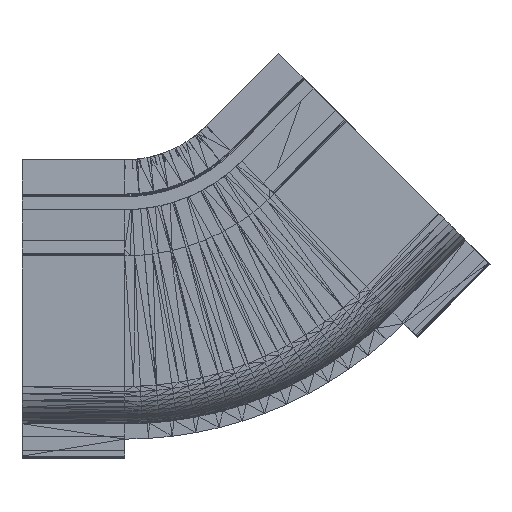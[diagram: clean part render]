
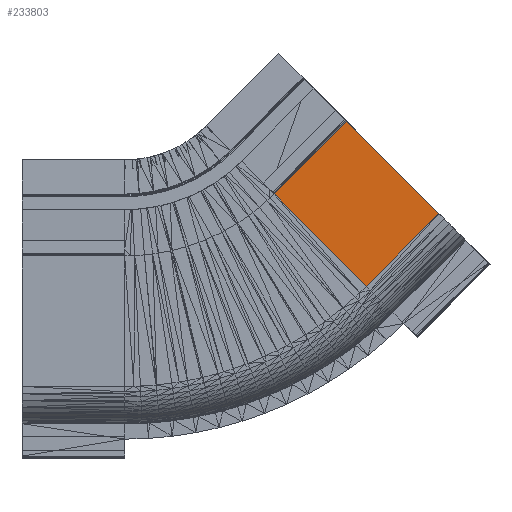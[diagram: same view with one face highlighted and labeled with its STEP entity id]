
A CAD part, left-side view. The second image highlights one B-rep face of the part: STEP entity #233803.
In plain terms, the highlighted planar face has unit normal (-1, -0.021, -0.021).
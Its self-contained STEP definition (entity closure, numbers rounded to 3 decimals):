
#2140 = VERTEX_POINT('',#2141);
#2141 = CARTESIAN_POINT('',(4083.019,-6649.164,
    45.395));
#2181 = PLANE('',#2182);
#2182 = AXIS2_PLACEMENT_3D('',#2183,#2184,#2185);
#2183 = CARTESIAN_POINT('',(4076.44,-6663.306,
    59.537));
#2184 = DIRECTION('',(-0.,-0.707,-0.707));
#2185 = DIRECTION('',(0.,0.707,-0.707));
#144269 = PLANE('',#144270);
#144270 = AXIS2_PLACEMENT_3D('',#144271,#144272,#144273);
#144271 = CARTESIAN_POINT('',(4083.8,-6667.088,
    26.144));
#144272 = DIRECTION('',(-1.,-0.02,
    -0.021));
#144273 = DIRECTION('',(0.021,0.,-1.));
#144289 = VERTEX_POINT('',#144290);
#144290 = CARTESIAN_POINT('',(4084.529,-6685.133,
    9.425));
#144316 = EDGE_CURVE('',#144289,#2140,#144317,.T.);
#144317 = SURFACE_CURVE('',#144318,(#144322,#144329),.PCURVE_S1.);
#144318 = LINE('',#144319,#144320);
#144319 = CARTESIAN_POINT('',(4084.529,-6685.133,
    9.425));
#144320 = VECTOR('',#144321,1.);
#144321 = DIRECTION('',(-0.03,0.707,
    0.707));
#144322 = PCURVE('',#144269,#144323);
#144323 = DEFINITIONAL_REPRESENTATION('',(#144324),#144328);
#144324 = LINE('',#144325,#144326);
#144325 = CARTESIAN_POINT('',(16.731,18.049));
#144326 = VECTOR('',#144327,1.);
#144327 = DIRECTION('',(-0.707,-0.707));
#144328 = ( GEOMETRIC_REPRESENTATION_CONTEXT(2) 
PARAMETRIC_REPRESENTATION_CONTEXT() REPRESENTATION_CONTEXT('2D SPACE',''
  ) );
#144329 = PCURVE('',#144330,#144335);
#144330 = PLANE('',#144331);
#144331 = AXIS2_PLACEMENT_3D('',#144332,#144333,#144334);
#144332 = CARTESIAN_POINT('',(4083.774,-6681.291,
    41.553));
#144333 = DIRECTION('',(-1.,-0.021,
    -0.021));
#144334 = DIRECTION('',(0.021,-1.,0.));
#144335 = DEFINITIONAL_REPRESENTATION('',(#144336),#144340);
#144336 = LINE('',#144337,#144338);
#144337 = CARTESIAN_POINT('',(3.858,-32.134));
#144338 = VECTOR('',#144339,1.);
#144339 = DIRECTION('',(-0.707,0.707));
#144340 = ( GEOMETRIC_REPRESENTATION_CONTEXT(2) 
PARAMETRIC_REPRESENTATION_CONTEXT() REPRESENTATION_CONTEXT('2D SPACE',''
  ) );
#150208 = PLANE('',#150209);
#150209 = AXIS2_PLACEMENT_3D('',#150210,#150211,#150212);
#150210 = CARTESIAN_POINT('',(4084.582,-6699.293,
    22.827));
#150211 = DIRECTION('',(-0.995,-0.07,
    -0.07));
#150212 = DIRECTION('',(0.071,-0.998,
    0.));
#166451 = VERTEX_POINT('',#166452);
#166452 = CARTESIAN_POINT('',(4084.529,-6713.417,
    37.71));
#166478 = EDGE_CURVE('',#144289,#166451,#166479,.T.);
#166479 = SURFACE_CURVE('',#166480,(#166484,#166491),.PCURVE_S1.);
#166480 = LINE('',#166481,#166482);
#166481 = CARTESIAN_POINT('',(4084.529,-6685.133,
    9.425));
#166482 = VECTOR('',#166483,1.);
#166483 = DIRECTION('',(0.,-0.707,0.707));
#166484 = PCURVE('',#150208,#166485);
#166485 = DEFINITIONAL_REPRESENTATION('',(#166486),#166490);
#166486 = LINE('',#166487,#166488);
#166487 = CARTESIAN_POINT('',(-14.128,-13.435));
#166488 = VECTOR('',#166489,1.);
#166489 = DIRECTION('',(0.705,0.709));
#166490 = ( GEOMETRIC_REPRESENTATION_CONTEXT(2) 
PARAMETRIC_REPRESENTATION_CONTEXT() REPRESENTATION_CONTEXT('2D SPACE',''
  ) );
#166491 = PCURVE('',#144330,#166492);
#166492 = DEFINITIONAL_REPRESENTATION('',(#166493),#166497);
#166493 = LINE('',#166494,#166495);
#166494 = CARTESIAN_POINT('',(3.858,-32.134));
#166495 = VECTOR('',#166496,1.);
#166496 = DIRECTION('',(0.707,0.707));
#166497 = ( GEOMETRIC_REPRESENTATION_CONTEXT(2) 
PARAMETRIC_REPRESENTATION_CONTEXT() REPRESENTATION_CONTEXT('2D SPACE',''
  ) );
#169857 = PLANE('',#169858);
#169858 = AXIS2_PLACEMENT_3D('',#169859,#169860,#169861);
#169859 = CARTESIAN_POINT('',(4084.567,-6695.931,
    55.197));
#169860 = DIRECTION('',(0.,-0.707,
    0.707));
#169861 = DIRECTION('',(0.,-0.707,
    -0.707));
#169874 = VERTEX_POINT('',#169875);
#169875 = CARTESIAN_POINT('',(4083.019,-6677.448,
    73.68));
#169922 = EDGE_CURVE('',#166451,#169874,#169923,.T.);
#169923 = SURFACE_CURVE('',#169924,(#169928,#169935),.PCURVE_S1.);
#169924 = LINE('',#169925,#169926);
#169925 = CARTESIAN_POINT('',(4084.529,-6713.417,
    37.71));
#169926 = VECTOR('',#169927,1.);
#169927 = DIRECTION('',(-0.03,0.707,
    0.707));
#169928 = PCURVE('',#169857,#169929);
#169929 = DEFINITIONAL_REPRESENTATION('',(#169930),#169934);
#169930 = LINE('',#169931,#169932);
#169931 = CARTESIAN_POINT('',(24.73,-0.038));
#169932 = VECTOR('',#169933,1.);
#169933 = DIRECTION('',(-1.,-0.03));
#169934 = ( GEOMETRIC_REPRESENTATION_CONTEXT(2) 
PARAMETRIC_REPRESENTATION_CONTEXT() REPRESENTATION_CONTEXT('2D SPACE',''
  ) );
#169935 = PCURVE('',#144330,#169936);
#169936 = DEFINITIONAL_REPRESENTATION('',(#169937),#169941);
#169937 = LINE('',#169938,#169939);
#169938 = CARTESIAN_POINT('',(32.136,-3.844));
#169939 = VECTOR('',#169940,1.);
#169940 = DIRECTION('',(-0.707,0.707));
#169941 = ( GEOMETRIC_REPRESENTATION_CONTEXT(2) 
PARAMETRIC_REPRESENTATION_CONTEXT() REPRESENTATION_CONTEXT('2D SPACE',''
  ) );
#233803 = ADVANCED_FACE('',(#233804),#144330,.T.);
#233804 = FACE_BOUND('',#233805,.T.);
#233805 = EDGE_LOOP('',(#233806,#233807,#233808,#233829));
#233806 = ORIENTED_EDGE('',*,*,#166478,.T.);
#233807 = ORIENTED_EDGE('',*,*,#169922,.T.);
#233808 = ORIENTED_EDGE('',*,*,#233809,.F.);
#233809 = EDGE_CURVE('',#2140,#169874,#233810,.T.);
#233810 = SURFACE_CURVE('',#233811,(#233815,#233822),.PCURVE_S1.);
#233811 = LINE('',#233812,#233813);
#233812 = CARTESIAN_POINT('',(4083.019,-6649.164,
    45.395));
#233813 = VECTOR('',#233814,1.);
#233814 = DIRECTION('',(0.,-0.707,0.707));
#233815 = PCURVE('',#144330,#233816);
#233816 = DEFINITIONAL_REPRESENTATION('',(#233817),#233821);
#233817 = LINE('',#233818,#233819);
#233818 = CARTESIAN_POINT('',(-32.136,3.844));
#233819 = VECTOR('',#233820,1.);
#233820 = DIRECTION('',(0.707,0.707));
#233821 = ( GEOMETRIC_REPRESENTATION_CONTEXT(2) 
PARAMETRIC_REPRESENTATION_CONTEXT() REPRESENTATION_CONTEXT('2D SPACE',''
  ) );
#233822 = PCURVE('',#2181,#233823);
#233823 = DEFINITIONAL_REPRESENTATION('',(#233824),#233828);
#233824 = LINE('',#233825,#233826);
#233825 = CARTESIAN_POINT('',(20.,6.579));
#233826 = VECTOR('',#233827,1.);
#233827 = DIRECTION('',(-1.,0.));
#233828 = ( GEOMETRIC_REPRESENTATION_CONTEXT(2) 
PARAMETRIC_REPRESENTATION_CONTEXT() REPRESENTATION_CONTEXT('2D SPACE',''
  ) );
#233829 = ORIENTED_EDGE('',*,*,#144316,.F.);
